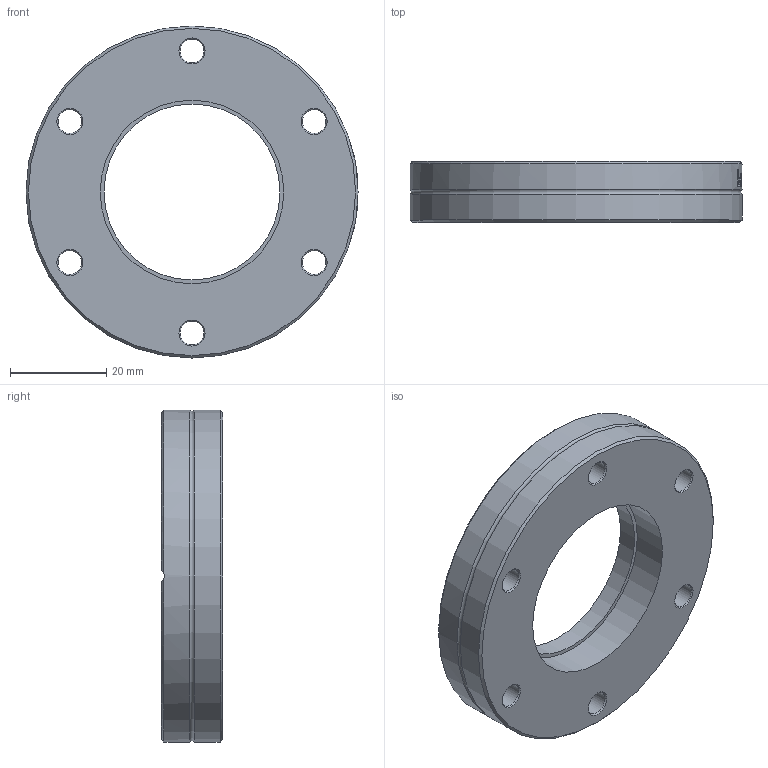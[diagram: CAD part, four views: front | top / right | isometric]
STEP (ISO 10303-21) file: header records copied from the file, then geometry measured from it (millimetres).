
FILE_DESCRIPTION(/* description */ (''),/* implementation_level */ '2;1');
FILE_NAME(/* name */ 'FL-40CFT-38.stp',/* time_stamp */ '2018-02-02T11:45:53+00:00',/* author */ ('paul'),/* organization */ (''),/* preprocessor_version */ 'ST-DEVELOPER v16.13',/* originating_system */ 'Autodesk Inventor 2018',/* authorisation */ '');
FILE_SCHEMA (('AUTOMOTIVE_DESIGN { 1 0 10303 214 3 1 1 }'));
Length unit declared in the file: millimetre
Products named in the file (1): FL-40CFT-38
Bounding box: 69.1 x 12.7 x 69.1 mm (x, y, z)
Volume: 31061.1 mm3; surface area: 10723.5 mm2
Topology: 1 solids, 1 shells, 127 faces, 338 edges, 222 vertices
Faces by surface type: plane 47, bspline 41, cylinder 21, cone 17, torus 1
Full cylindrical faces by diameter (mm): 4.917 x6, 36.6 x1, 38.2 x1, 48.26 x1, 69.1 x2
Entity records: 5231 total; most frequent: CARTESIAN_POINT 2368, ORIENTED_EDGE 606, DIRECTION 487, EDGE_CURVE 303, VERTEX_POINT 214, AXIS2_PLACEMENT_3D 188, EDGE_LOOP 177, FACE_OUTER_BOUND 127
